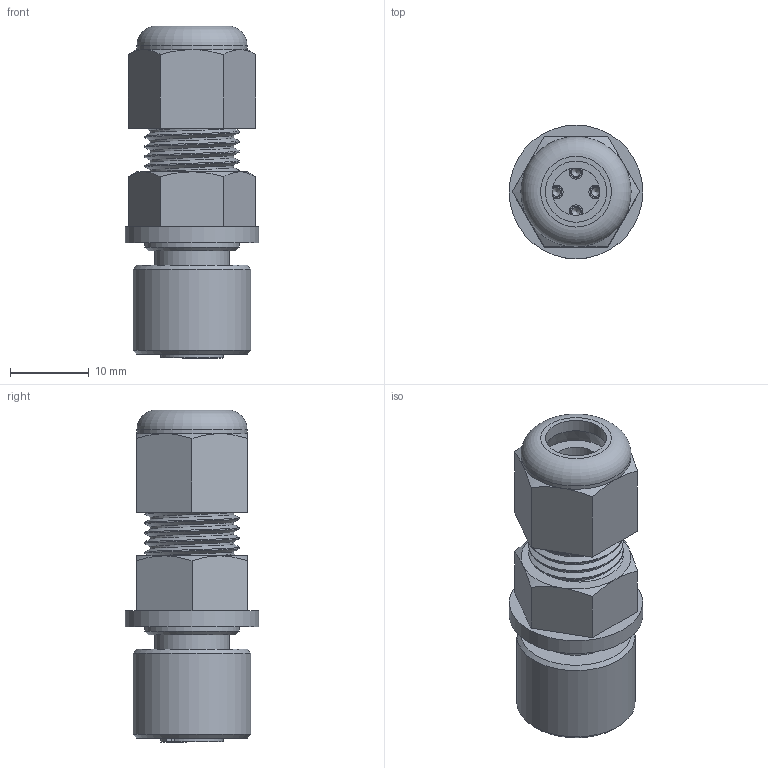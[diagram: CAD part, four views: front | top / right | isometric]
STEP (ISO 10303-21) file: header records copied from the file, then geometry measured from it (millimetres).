
FILE_DESCRIPTION(/* description */ ('Unknown'),/* implementation_level */ '2;1');
FILE_NAME(/* name */ '_PV-C4-P1',/* time_stamp */ '2023-03-30T09:21:11+05:00',/* author */ ('Unknown'),/* organization */ ('Unknown'),/* preprocessor_version */ 'ST-DEVELOPER v16.7',/* originating_system */ 'Solid Edge',/* authorisation */ 'Unknown');
FILE_SCHEMA (('AUTOMOTIVE_DESIGN {1 0 10303 214 3 1 1}'));
Length unit declared in the file: millimetre
Products named in the file (11): 47.007.000 Ðàçúåì öàíãîâûé ðàçáîðíûé ÏÂ-Ö4-Ï1; Ó2.010 öàíãà; 47.007.100 Ðîçåòêà ðàçúåìà öàíãîâîãî; Ä0.014 Äåðæàòåëü; Ý0.023 Ãíåçäî; Â0.110 Âòóëêà; Ê1.040 Ãàéêà ïðèñîåäèòåëüíàÿ; Ó0.012 Êîëüöî ïðîôèëüíîå; Ê1.059 Ãàéêà íàêèäíàÿ; Ê3.037 Êîëüöî óïëîòíèòåëüíîå; Òðóáêà ñèëèêîíîâàÿ ìåäèöèíñêàÿ ÒÑÌ-«ÐÒÈ-Ñ» 6õ1,5
Assembly tree (14 placements, depth 3):
  47.007.000 Ðàçúåì öàíãîâûé ðàçáîðíûé ÏÂ-Ö4-Ï1
    Ó2.010 öàíãà
    47.007.100 Ðîçåòêà ðàçúåìà öàíãîâîãî
      Ä0.014 Äåðæàòåëü
      Ý0.023 Ãíåçäî  x4
      Â0.110 Âòóëêà
      Ê1.040 Ãàéêà ïðèñîåäèòåëüíàÿ
      Ó0.012 Êîëüöî ïðîôèëüíîå
    Ê1.059 Ãàéêà íàêèäíàÿ
    Ó0.012 Êîëüöî ïðîôèëüíîå
    Ê3.037 Êîëüöî óïëîòíèòåëüíîå
    Òðóáêà ñèëèêîíîâàÿ ìåäèöèíñêàÿ ÒÑÌ-«ÐÒÈ-Ñ» 6õ1,5
Bounding box: 17 x 17 x 42.17 mm (x, y, z)
Volume: 4868 mm3; surface area: 7871.6 mm2
Topology: 13 solids, 13 shells, 322 faces, 785 edges, 506 vertices
Faces by surface type: plane 146, cylinder 98, cone 56, torus 18, bspline 4
Full cylindrical faces by diameter (mm): 1 x4, 1.1 x8, 1.4 x4, 1.62 x4, 1.7 x4, 1.73 x4, 2.4 x1, 6 x1, 7 x2, 7.771 x1, 8 x2, 8.2 x1, 8.8 x1, 9 x2, 9.45 x2, 9.5 x1, 9.65 x1, 10.5 x1, 10.647 x1, 10.8 x2, 10.917 x2, 12 x1, 13 x1, 14 x1, 15 x1, 17 x1
Entity records: 10939 total; most frequent: CARTESIAN_POINT 4476, DIRECTION 1125, ORIENTED_EDGE 974, EDGE_CURVE 487, AXIS2_PLACEMENT_3D 471, FACE_BOUND 349, EDGE_LOOP 347, VERTEX_POINT 344
